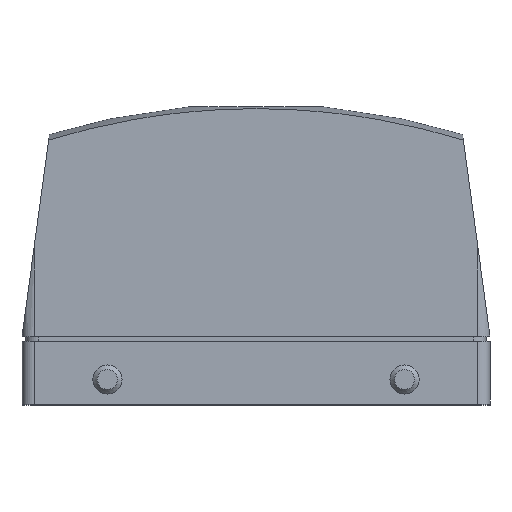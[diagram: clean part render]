
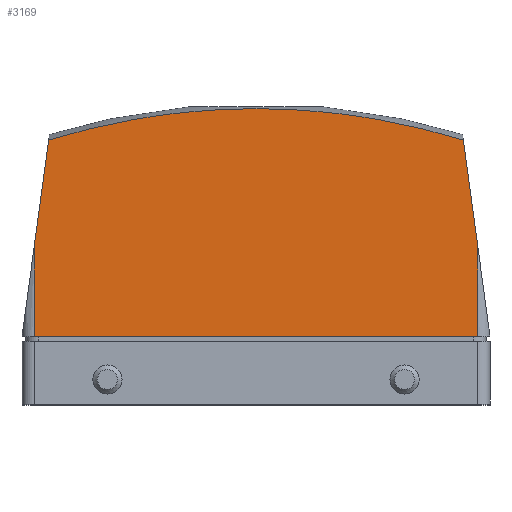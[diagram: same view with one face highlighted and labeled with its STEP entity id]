
A CAD part, top view. The second image highlights one B-rep face of the part: STEP entity #3169.
In plain terms, the highlighted planar face has unit normal (0, 0, 1).
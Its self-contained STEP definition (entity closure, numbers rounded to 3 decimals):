
#236 = CARTESIAN_POINT ( 'NONE',  ( 6.847, 68.127, 43.5 ) ) ;
#240 = CARTESIAN_POINT ( 'NONE',  ( 117.3, 41.187, 43.5 ) ) ;
#243 = CARTESIAN_POINT ( 'NONE',  ( 3.2, 41.187, 43.5 ) ) ;
#245 = CARTESIAN_POINT ( 'NONE',  ( 3.2, 17.55, 43.5 ) ) ;
#246 = CARTESIAN_POINT ( 'NONE',  ( 113.653, 68.127, 43.5 ) ) ;
#247 = CARTESIAN_POINT ( 'NONE',  ( 117.3, 17.55, 43.5 ) ) ;
#336 = DIRECTION ( 'NONE',  ( 0., -1., 0. ) ) ;
#342 = CARTESIAN_POINT ( 'NONE',  ( 3.2, 65.55, 43.5 ) ) ;
#357 = DIRECTION ( 'NONE',  ( 0.134, 0.991, 0. ) ) ;
#360 = CARTESIAN_POINT ( 'NONE',  ( 0., 17.55, 43.5 ) ) ;
#363 = DIRECTION ( 'NONE',  ( 1., 0., 0. ) ) ;
#366 = DIRECTION ( 'NONE',  ( 0., 0., -1. ) ) ;
#371 = CARTESIAN_POINT ( 'NONE',  ( 60.25, -104.492, 43.5 ) ) ;
#376 = DIRECTION ( 'NONE',  ( 0., -1., 0. ) ) ;
#381 = CARTESIAN_POINT ( 'NONE',  ( 117.3, 65.55, 43.5 ) ) ;
#389 = DIRECTION ( 'NONE',  ( 0.134, -0.991, 0. ) ) ;
#394 = CARTESIAN_POINT ( 'NONE',  ( 120.5, 17.55, 43.5 ) ) ;
#592 = DIRECTION ( 'NONE',  ( -1., 0., 0. ) ) ;
#593 = DIRECTION ( 'NONE',  ( 0., 0., -1. ) ) ;
#594 = CARTESIAN_POINT ( 'NONE',  ( 3.2, 65.55, 43.5 ) ) ;
#595 = PLANE ( 'NONE',  #2912 ) ;
#1181 = DIRECTION ( 'NONE',  ( 1., 0., 0. ) ) ;
#1182 = CARTESIAN_POINT ( 'NONE',  ( 3.2, 17.55, 43.5 ) ) ;
#1583 = EDGE_LOOP ( 'NONE', ( #2449, #2447, #2448, #2446, #2444, #2445 ) ) ;
#1764 = VERTEX_POINT ( 'NONE', #247 ) ;
#1766 = VERTEX_POINT ( 'NONE', #245 ) ;
#1768 = VERTEX_POINT ( 'NONE', #243 ) ;
#1769 = VERTEX_POINT ( 'NONE', #246 ) ;
#1773 = VERTEX_POINT ( 'NONE', #236 ) ;
#1775 = VERTEX_POINT ( 'NONE', #240 ) ;
#2039 = VECTOR ( 'NONE', #1181, 1000. ) ;
#2104 = VECTOR ( 'NONE', #336, 1000. ) ;
#2109 = VECTOR ( 'NONE', #357, 1000. ) ;
#2111 = AXIS2_PLACEMENT_3D ( 'NONE', #371, #366, #363 ) ;
#2112 = VECTOR ( 'NONE', #376, 1000. ) ;
#2113 = VECTOR ( 'NONE', #389, 1000. ) ;
#2114 = CIRCLE ( 'NONE', #2111, 180.691 ) ;
#2444 = ORIENTED_EDGE ( 'NONE', *, *, #3017, .F. ) ;
#2445 = ORIENTED_EDGE ( 'NONE', *, *, #3016, .F. ) ;
#2446 = ORIENTED_EDGE ( 'NONE', *, *, #3068, .T. ) ;
#2447 = ORIENTED_EDGE ( 'NONE', *, *, #3019, .F. ) ;
#2448 = ORIENTED_EDGE ( 'NONE', *, *, #3021, .T. ) ;
#2449 = ORIENTED_EDGE ( 'NONE', *, *, #3018, .F. ) ;
#2643 = LINE ( 'NONE', #394, #2113 ) ;
#2644 = LINE ( 'NONE', #381, #2112 ) ;
#2645 = LINE ( 'NONE', #360, #2109 ) ;
#2646 = LINE ( 'NONE', #342, #2104 ) ;
#2706 = LINE ( 'NONE', #1182, #2039 ) ;
#2759 = FACE_OUTER_BOUND ( 'NONE', #1583, .T. ) ;
#2912 = AXIS2_PLACEMENT_3D ( 'NONE', #594, #593, #592 ) ;
#3016 = EDGE_CURVE ( 'NONE', #1769, #1775, #2643, .T. ) ;
#3017 = EDGE_CURVE ( 'NONE', #1775, #1764, #2644, .T. ) ;
#3018 = EDGE_CURVE ( 'NONE', #1773, #1769, #2114, .T. ) ;
#3019 = EDGE_CURVE ( 'NONE', #1768, #1773, #2645, .T. ) ;
#3021 = EDGE_CURVE ( 'NONE', #1768, #1766, #2646, .T. ) ;
#3068 = EDGE_CURVE ( 'NONE', #1766, #1764, #2706, .T. ) ;
#3169 = ADVANCED_FACE ( 'NONE', ( #2759 ), #595, .F. ) ;
